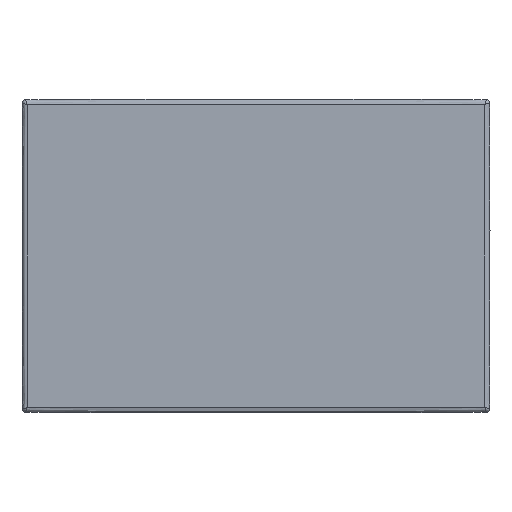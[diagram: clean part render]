
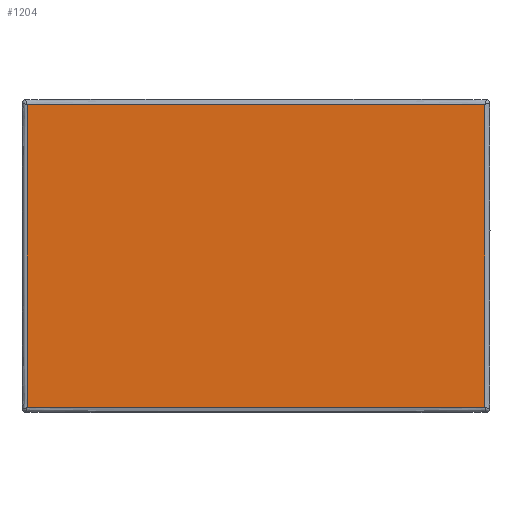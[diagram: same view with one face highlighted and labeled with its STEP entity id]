
A CAD part, front view. The second image highlights one B-rep face of the part: STEP entity #1204.
In plain terms, the highlighted planar face has unit normal (0, -1, 0).
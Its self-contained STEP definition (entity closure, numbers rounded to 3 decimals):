
#71=B_SPLINE_CURVE_WITH_KNOTS('',3,(#2044,#2045,#2046,#2047),
 .UNSPECIFIED.,.F.,.F.,(4,4),(0.019,1.885),
 .UNSPECIFIED.);
#87=B_SPLINE_CURVE_WITH_KNOTS('',3,(#2512,#2513,#2514,#2515),
 .UNSPECIFIED.,.F.,.F.,(4,4),(0.019,1.885),
 .UNSPECIFIED.);
#91=B_SPLINE_CURVE_WITH_KNOTS('',3,(#2692,#2693,#2694,#2695),
 .UNSPECIFIED.,.F.,.F.,(4,4),(0.023,2.843),
 .UNSPECIFIED.);
#93=B_SPLINE_CURVE_WITH_KNOTS('',3,(#2753,#2754,#2755,#2756),
 .UNSPECIFIED.,.F.,.F.,(4,4),(0.023,2.843),
 .UNSPECIFIED.);
#243=FACE_OUTER_BOUND('',#332,.T.);
#332=EDGE_LOOP('',(#908,#909,#910,#911));
#533=VERTEX_POINT('',#1976);
#536=VERTEX_POINT('',#2033);
#543=VERTEX_POINT('',#2239);
#550=VERTEX_POINT('',#2463);
#645=EDGE_CURVE('',#536,#533,#71,.T.);
#669=EDGE_CURVE('',#543,#550,#87,.T.);
#675=EDGE_CURVE('',#550,#536,#91,.T.);
#678=EDGE_CURVE('',#533,#543,#93,.T.);
#908=ORIENTED_EDGE('',*,*,#669,.F.);
#909=ORIENTED_EDGE('',*,*,#678,.F.);
#910=ORIENTED_EDGE('',*,*,#645,.F.);
#911=ORIENTED_EDGE('',*,*,#675,.F.);
#1168=PLANE('',#1300);
#1204=ADVANCED_FACE('',(#243),#1168,.F.);
#1300=AXIS2_PLACEMENT_3D('',#2757,#1491,#1492);
#1491=DIRECTION('center_axis',(0.,1.,0.));
#1492=DIRECTION('ref_axis',(0.,0.,1.));
#1976=CARTESIAN_POINT('',(14.101,-72.5,-7.333));
#2033=CARTESIAN_POINT('',(14.101,-72.5,11.333));
#2044=CARTESIAN_POINT('Ctrl Pts',(14.101,-72.5,11.333));
#2045=CARTESIAN_POINT('Ctrl Pts',(14.123,-72.5,5.111));
#2046=CARTESIAN_POINT('Ctrl Pts',(14.123,-72.5,-1.111));
#2047=CARTESIAN_POINT('Ctrl Pts',(14.101,-72.5,-7.333));
#2239=CARTESIAN_POINT('',(-14.101,-72.5,-7.333));
#2463=CARTESIAN_POINT('',(-14.101,-72.5,11.333));
#2512=CARTESIAN_POINT('Ctrl Pts',(-14.101,-72.5,-7.333));
#2513=CARTESIAN_POINT('Ctrl Pts',(-14.123,-72.5,-1.111));
#2514=CARTESIAN_POINT('Ctrl Pts',(-14.123,-72.5,5.111));
#2515=CARTESIAN_POINT('Ctrl Pts',(-14.101,-72.5,11.333));
#2692=CARTESIAN_POINT('Ctrl Pts',(-14.101,-72.5,11.333));
#2693=CARTESIAN_POINT('Ctrl Pts',(-4.7,-72.5,11.386));
#2694=CARTESIAN_POINT('Ctrl Pts',(4.7,-72.5,11.386));
#2695=CARTESIAN_POINT('Ctrl Pts',(14.101,-72.5,11.333));
#2753=CARTESIAN_POINT('Ctrl Pts',(14.101,-72.5,-7.333));
#2754=CARTESIAN_POINT('Ctrl Pts',(4.7,-72.5,-7.386));
#2755=CARTESIAN_POINT('Ctrl Pts',(-4.7,-72.5,-7.386));
#2756=CARTESIAN_POINT('Ctrl Pts',(-14.101,-72.5,-7.333));
#2757=CARTESIAN_POINT('Origin',(0.,-72.5,2.));
